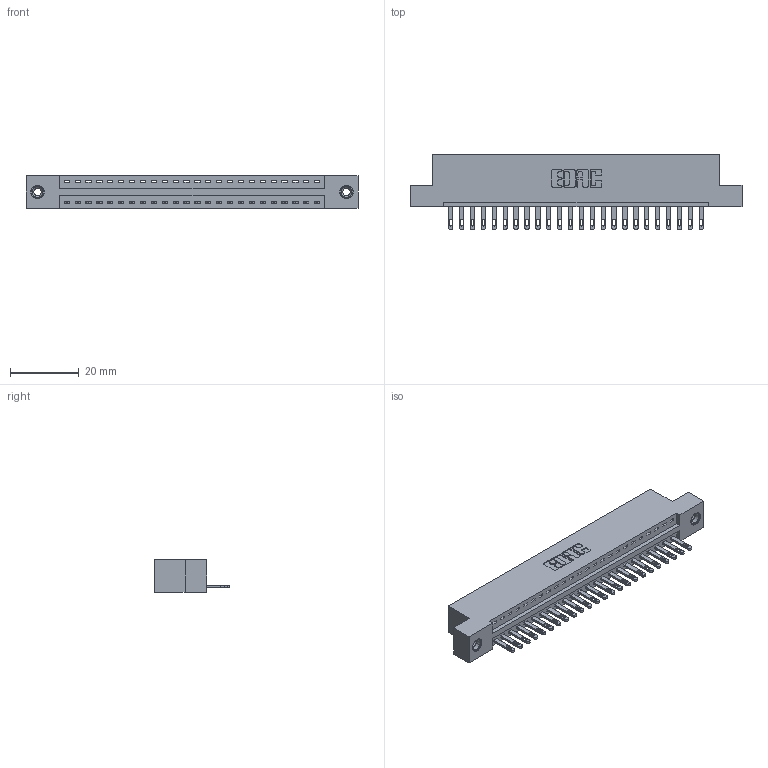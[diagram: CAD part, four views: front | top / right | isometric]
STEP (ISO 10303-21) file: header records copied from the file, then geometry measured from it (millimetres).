
FILE_DESCRIPTION (( 'STEP AP203' ), '1' );
FILE_NAME ('346-024-500-108.STEP', '2018-08-21T02:34:31', ( '' ), ( '' ), 'SwSTEP 2.0', 'SolidWorks 2016', '' );
FILE_SCHEMA (( 'CONFIG_CONTROL_DESIGN' ));
Length unit declared in the file: inch
Products named in the file (4): 346 Part_Flush Mounting Lugs - 0.156 Dia-TI; 345-292-001_345-293-100; 345-250-001_345-250-003-102; 346-024-500-108
Assembly tree (27 placements, depth 2):
  346-024-500-108
    346 Part_Flush Mounting Lugs - 0.156 Dia-TI
    345-292-001_345-293-100  x24
    345-250-001_345-250-003-102  x2
Bounding box: 96.77 x 21.84 x 9.4 mm (x, y, z)
Volume: 9147.7 mm3; surface area: 11317 mm2
Topology: 27 solids, 27 shells, 1478 faces, 4497 edges, 2990 vertices
Faces by surface type: plane 924, cylinder 538, cone 12, torus 4
Entity records: 18434 total; most frequent: CARTESIAN_POINT 3147, ORIENTED_EDGE 3098, DIRECTION 2827, EDGE_CURVE 1549, LINE 1297, VECTOR 1297, VERTEX_POINT 1028, AXIS2_PLACEMENT_3D 765
